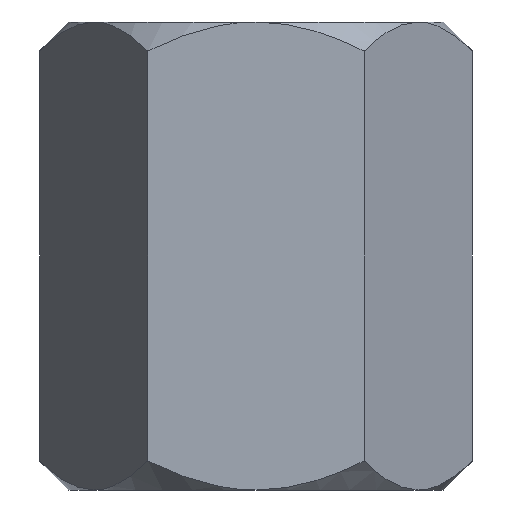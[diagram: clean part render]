
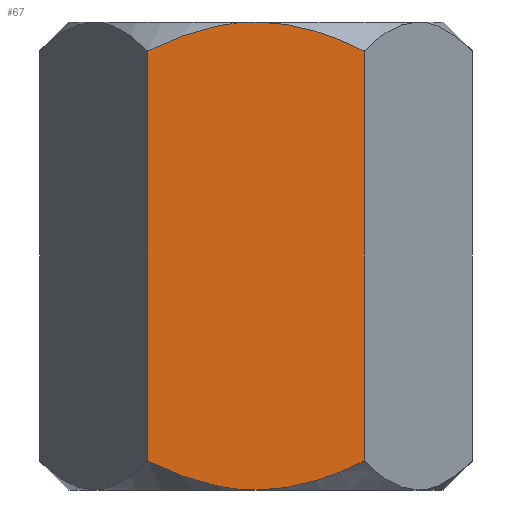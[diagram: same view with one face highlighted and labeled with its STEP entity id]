
A CAD part, front view. The second image highlights one B-rep face of the part: STEP entity #67.
In plain terms, the highlighted planar face has unit normal (0, -1, 0).
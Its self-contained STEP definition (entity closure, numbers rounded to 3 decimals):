
#67 = ADVANCED_FACE( '', ( #142 ), #143, .F. );
#142 = FACE_OUTER_BOUND( '', #223, .T. );
#143 = PLANE( '', #224 );
#223 = EDGE_LOOP( '', ( #348, #349, #350, #351, #352, #353 ) );
#224 = AXIS2_PLACEMENT_3D( '', #354, #355, #356 );
#348 = ORIENTED_EDGE( '', *, *, #495, .F. );
#349 = ORIENTED_EDGE( '', *, *, #476, .F. );
#350 = ORIENTED_EDGE( '', *, *, #496, .T. );
#351 = ORIENTED_EDGE( '', *, *, #497, .T. );
#352 = ORIENTED_EDGE( '', *, *, #468, .T. );
#353 = ORIENTED_EDGE( '', *, *, #490, .F. );
#354 = CARTESIAN_POINT( '', ( -1.155, -2., 2.5 ) );
#355 = DIRECTION( '', ( 0., 1., 0. ) );
#356 = DIRECTION( '', ( -1., 0., 0. ) );
#468 = EDGE_CURVE( '', #549, #546, #550, .T. );
#476 = EDGE_CURVE( '', #561, #563, #564, .T. );
#490 = EDGE_CURVE( '', #582, #546, #584, .F. );
#495 = EDGE_CURVE( '', #563, #582, #591, .F. );
#496 = EDGE_CURVE( '', #561, #569, #592, .F. );
#497 = EDGE_CURVE( '', #569, #549, #593, .F. );
#546 = VERTEX_POINT( '', #691 );
#549 = VERTEX_POINT( '', #701 );
#550 = LINE( '', #702, #703 );
#561 = VERTEX_POINT( '', #739 );
#563 = VERTEX_POINT( '', #746 );
#564 = LINE( '', #747, #748 );
#569 = VERTEX_POINT( '', #758 );
#582 = VERTEX_POINT( '', #781 );
#584 = B_SPLINE_CURVE_WITH_KNOTS( '', 3, ( #783, #784, #785, #786, #787, #788 ), .UNSPECIFIED., .F., .F., ( 4, 2, 4 ), ( 0.002, 0.003, 0.003 ), .UNSPECIFIED. );
#591 = B_SPLINE_CURVE_WITH_KNOTS( '', 3, ( #795, #796, #797, #798, #799, #800 ), .UNSPECIFIED., .F., .F., ( 4, 2, 4 ), ( 0.003, 0.004, 0.004 ), .UNSPECIFIED. );
#592 = B_SPLINE_CURVE_WITH_KNOTS( '', 3, ( #801, #802, #803, #804, #805, #806 ), .UNSPECIFIED., .F., .F., ( 4, 2, 4 ), ( 0.003, 0.004, 0.004 ), .UNSPECIFIED. );
#593 = B_SPLINE_CURVE_WITH_KNOTS( '', 3, ( #807, #808, #809, #810, #811, #812 ), .UNSPECIFIED., .F., .F., ( 4, 2, 4 ), ( 0.002, 0.003, 0.003 ), .UNSPECIFIED. );
#691 = CARTESIAN_POINT( '', ( -1.155, -2., -2.191 ) );
#701 = CARTESIAN_POINT( '', ( -1.155, -2., 2.191 ) );
#702 = CARTESIAN_POINT( '', ( -1.155, -2., 2.5 ) );
#703 = VECTOR( '', #865, 1000. );
#739 = CARTESIAN_POINT( '', ( 1.155, -2., 2.191 ) );
#746 = CARTESIAN_POINT( '', ( 1.155, -2., -2.191 ) );
#747 = CARTESIAN_POINT( '', ( 1.155, -2., 2.5 ) );
#748 = VECTOR( '', #867, 1000. );
#758 = CARTESIAN_POINT( '', ( 0., -2., 2.5 ) );
#781 = CARTESIAN_POINT( '', ( 0., -2., -2.5 ) );
#783 = CARTESIAN_POINT( '', ( -1.155, -2., -2.191 ) );
#784 = CARTESIAN_POINT( '', ( -0.976, -2., -2.28 ) );
#785 = CARTESIAN_POINT( '', ( -0.787, -2., -2.359 ) );
#786 = CARTESIAN_POINT( '', ( -0.402, -2., -2.468 ) );
#787 = CARTESIAN_POINT( '', ( -0.203, -2., -2.5 ) );
#788 = CARTESIAN_POINT( '', ( 0., -2., -2.5 ) );
#795 = CARTESIAN_POINT( '', ( 0., -2., -2.5 ) );
#796 = CARTESIAN_POINT( '', ( 0.203, -2., -2.5 ) );
#797 = CARTESIAN_POINT( '', ( 0.401, -2., -2.469 ) );
#798 = CARTESIAN_POINT( '', ( 0.788, -2., -2.358 ) );
#799 = CARTESIAN_POINT( '', ( 0.976, -2., -2.28 ) );
#800 = CARTESIAN_POINT( '', ( 1.155, -2., -2.191 ) );
#801 = CARTESIAN_POINT( '', ( 0., -2., 2.5 ) );
#802 = CARTESIAN_POINT( '', ( 0.203, -2., 2.5 ) );
#803 = CARTESIAN_POINT( '', ( 0.401, -2., 2.469 ) );
#804 = CARTESIAN_POINT( '', ( 0.788, -2., 2.358 ) );
#805 = CARTESIAN_POINT( '', ( 0.976, -2., 2.28 ) );
#806 = CARTESIAN_POINT( '', ( 1.155, -2., 2.191 ) );
#807 = CARTESIAN_POINT( '', ( -1.155, -2., 2.191 ) );
#808 = CARTESIAN_POINT( '', ( -0.976, -2., 2.28 ) );
#809 = CARTESIAN_POINT( '', ( -0.787, -2., 2.359 ) );
#810 = CARTESIAN_POINT( '', ( -0.402, -2., 2.468 ) );
#811 = CARTESIAN_POINT( '', ( -0.203, -2., 2.5 ) );
#812 = CARTESIAN_POINT( '', ( 0., -2., 2.5 ) );
#865 = DIRECTION( '', ( 0., 0., -1. ) );
#867 = DIRECTION( '', ( 0., 0., -1. ) );
